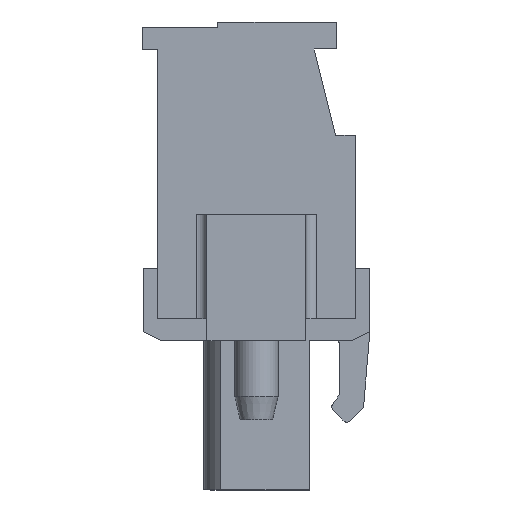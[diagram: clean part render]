
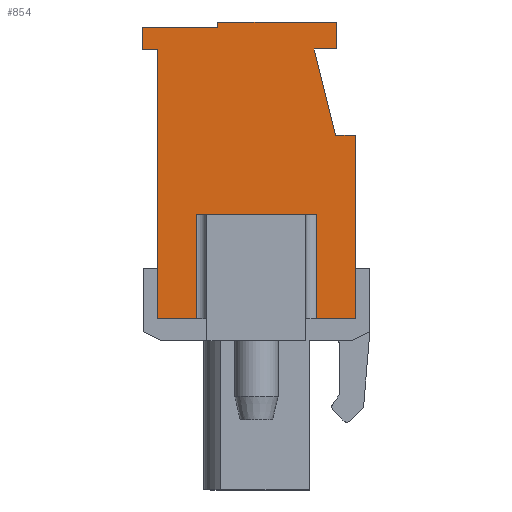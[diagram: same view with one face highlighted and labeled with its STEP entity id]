
A CAD part, left-side view. The second image highlights one B-rep face of the part: STEP entity #854.
In plain terms, the highlighted planar face has unit normal (-1, 0, 0).
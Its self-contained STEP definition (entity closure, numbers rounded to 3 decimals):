
#854 = ADVANCED_FACE( '', ( #2007 ), #2008, .T. );
#2007 = FACE_OUTER_BOUND( '', #3567, .T. );
#2008 = PLANE( '', #3568 );
#3567 = EDGE_LOOP( '', ( #5639, #5640, #5641, #5642, #5643, #5644, #5645, #5646, #5647, #5648, #5649, #5650, #5651, #5652, #5653, #5654 ) );
#3568 = AXIS2_PLACEMENT_3D( '', #5655, #5656, #5657 );
#5639 = ORIENTED_EDGE( '', *, *, #10039, .T. );
#5640 = ORIENTED_EDGE( '', *, *, #10040, .T. );
#5641 = ORIENTED_EDGE( '', *, *, #9904, .T. );
#5642 = ORIENTED_EDGE( '', *, *, #10041, .T. );
#5643 = ORIENTED_EDGE( '', *, *, #10042, .T. );
#5644 = ORIENTED_EDGE( '', *, *, #10043, .T. );
#5645 = ORIENTED_EDGE( '', *, *, #10044, .T. );
#5646 = ORIENTED_EDGE( '', *, *, #9912, .T. );
#5647 = ORIENTED_EDGE( '', *, *, #10045, .T. );
#5648 = ORIENTED_EDGE( '', *, *, #10046, .T. );
#5649 = ORIENTED_EDGE( '', *, *, #9845, .T. );
#5650 = ORIENTED_EDGE( '', *, *, #10047, .T. );
#5651 = ORIENTED_EDGE( '', *, *, #10048, .T. );
#5652 = ORIENTED_EDGE( '', *, *, #10049, .T. );
#5653 = ORIENTED_EDGE( '', *, *, #10050, .T. );
#5654 = ORIENTED_EDGE( '', *, *, #10051, .T. );
#5655 = CARTESIAN_POINT( '', ( -7.5, 0., 0. ) );
#5656 = DIRECTION( '', ( -1., 0., 0. ) );
#5657 = DIRECTION( '', ( 0., 0., 1. ) );
#9845 = EDGE_CURVE( '', #11926, #11927, #11928, .T. );
#9904 = EDGE_CURVE( '', #12030, #12031, #12032, .T. );
#9912 = EDGE_CURVE( '', #12045, #12046, #12047, .T. );
#10039 = EDGE_CURVE( '', #12265, #12266, #12267, .T. );
#10040 = EDGE_CURVE( '', #12266, #12030, #12268, .T. );
#10041 = EDGE_CURVE( '', #12031, #12269, #12270, .T. );
#10042 = EDGE_CURVE( '', #12269, #12271, #12272, .T. );
#10043 = EDGE_CURVE( '', #12271, #12273, #12274, .T. );
#10044 = EDGE_CURVE( '', #12273, #12045, #12275, .T. );
#10045 = EDGE_CURVE( '', #12046, #12276, #12277, .T. );
#10046 = EDGE_CURVE( '', #12276, #11926, #12278, .T. );
#10047 = EDGE_CURVE( '', #11927, #12279, #12280, .T. );
#10048 = EDGE_CURVE( '', #12279, #12281, #12282, .T. );
#10049 = EDGE_CURVE( '', #12281, #12283, #12284, .T. );
#10050 = EDGE_CURVE( '', #12283, #12285, #12286, .T. );
#10051 = EDGE_CURVE( '', #12285, #12265, #12287, .T. );
#11926 = VERTEX_POINT( '', #14916 );
#11927 = VERTEX_POINT( '', #14917 );
#11928 = LINE( '', #14918, #14919 );
#12030 = VERTEX_POINT( '', #15070 );
#12031 = VERTEX_POINT( '', #15071 );
#12032 = LINE( '', #15072, #15073 );
#12045 = VERTEX_POINT( '', #15089 );
#12046 = VERTEX_POINT( '', #15090 );
#12047 = LINE( '', #15091, #15092 );
#12265 = VERTEX_POINT( '', #15409 );
#12266 = VERTEX_POINT( '', #15410 );
#12267 = LINE( '', #15411, #15412 );
#12268 = LINE( '', #15413, #15414 );
#12269 = VERTEX_POINT( '', #15415 );
#12270 = LINE( '', #15416, #15417 );
#12271 = VERTEX_POINT( '', #15418 );
#12272 = LINE( '', #15419, #15420 );
#12273 = VERTEX_POINT( '', #15421 );
#12274 = LINE( '', #15422, #15423 );
#12275 = LINE( '', #15424, #15425 );
#12276 = VERTEX_POINT( '', #15426 );
#12277 = LINE( '', #15427, #15428 );
#12278 = LINE( '', #15429, #15430 );
#12279 = VERTEX_POINT( '', #15431 );
#12280 = LINE( '', #15432, #15433 );
#12281 = VERTEX_POINT( '', #15434 );
#12282 = LINE( '', #15435, #15436 );
#12283 = VERTEX_POINT( '', #15437 );
#12284 = LINE( '', #15438, #15439 );
#12285 = VERTEX_POINT( '', #15440 );
#12286 = LINE( '', #15441, #15442 );
#12287 = LINE( '', #15443, #15444 );
#14916 = CARTESIAN_POINT( '', ( -7.5, -4.45, 9.025 ) );
#14917 = CARTESIAN_POINT( '', ( -7.5, 2.15, 9.025 ) );
#14918 = CARTESIAN_POINT( '', ( -7.5, -4.45, 9.025 ) );
#14919 = VECTOR( '', #18390, 1000. );
#15070 = CARTESIAN_POINT( '', ( -7.5, 3.35, -1.675 ) );
#15071 = CARTESIAN_POINT( '', ( -7.5, -3.35, -1.675 ) );
#15072 = CARTESIAN_POINT( '', ( -7.5, 2.75, -1.675 ) );
#15073 = VECTOR( '', #18441, 1000. );
#15089 = CARTESIAN_POINT( '', ( -7.5, -4.4, 2.725 ) );
#15090 = CARTESIAN_POINT( '', ( -7.5, -3.2, 7.525 ) );
#15091 = CARTESIAN_POINT( '', ( -7.5, -4.4, 2.725 ) );
#15092 = VECTOR( '', #18454, 1000. );
#15409 = CARTESIAN_POINT( '', ( -7.5, 5.5, -7.475 ) );
#15410 = CARTESIAN_POINT( '', ( -7.5, 3.35, -7.475 ) );
#15411 = CARTESIAN_POINT( '', ( -7.5, 5.5, -7.475 ) );
#15412 = VECTOR( '', #18589, 1000. );
#15413 = CARTESIAN_POINT( '', ( -7.5, 3.35, -1.675 ) );
#15414 = VECTOR( '', #18590, 1000. );
#15415 = CARTESIAN_POINT( '', ( -7.5, -3.35, -7.475 ) );
#15416 = CARTESIAN_POINT( '', ( -7.5, -3.35, -7.475 ) );
#15417 = VECTOR( '', #18591, 1000. );
#15418 = CARTESIAN_POINT( '', ( -7.5, -5.5, -7.475 ) );
#15419 = CARTESIAN_POINT( '', ( -7.5, 5.5, -7.475 ) );
#15420 = VECTOR( '', #18592, 1000. );
#15421 = CARTESIAN_POINT( '', ( -7.5, -5.5, 2.725 ) );
#15422 = CARTESIAN_POINT( '', ( -7.5, -5.5, -7.475 ) );
#15423 = VECTOR( '', #18593, 1000. );
#15424 = CARTESIAN_POINT( '', ( -7.5, -5.5, 2.725 ) );
#15425 = VECTOR( '', #18594, 1000. );
#15426 = CARTESIAN_POINT( '', ( -7.5, -4.45, 7.525 ) );
#15427 = CARTESIAN_POINT( '', ( -7.5, -3.2, 7.525 ) );
#15428 = VECTOR( '', #18595, 1000. );
#15429 = CARTESIAN_POINT( '', ( -7.5, -4.45, 7.525 ) );
#15430 = VECTOR( '', #18596, 1000. );
#15431 = CARTESIAN_POINT( '', ( -7.5, 2.15, 8.725 ) );
#15432 = CARTESIAN_POINT( '', ( -7.5, 2.15, 9.025 ) );
#15433 = VECTOR( '', #18597, 1000. );
#15434 = CARTESIAN_POINT( '', ( -7.5, 6.35, 8.725 ) );
#15435 = CARTESIAN_POINT( '', ( -7.5, 2.15, 8.725 ) );
#15436 = VECTOR( '', #18598, 1000. );
#15437 = CARTESIAN_POINT( '', ( -7.5, 6.35, 7.475 ) );
#15438 = CARTESIAN_POINT( '', ( -7.5, 6.35, 8.725 ) );
#15439 = VECTOR( '', #18599, 1000. );
#15440 = CARTESIAN_POINT( '', ( -7.5, 5.5, 7.475 ) );
#15441 = CARTESIAN_POINT( '', ( -7.5, 6.35, 7.475 ) );
#15442 = VECTOR( '', #18600, 1000. );
#15443 = CARTESIAN_POINT( '', ( -7.5, 5.5, 7.475 ) );
#15444 = VECTOR( '', #18601, 1000. );
#18390 = DIRECTION( '', ( 0., 1., 0. ) );
#18441 = DIRECTION( '', ( 0., -1., 0. ) );
#18454 = DIRECTION( '', ( 0., 0.243, 0.97 ) );
#18589 = DIRECTION( '', ( 0., -1., 0. ) );
#18590 = DIRECTION( '', ( 0., 0., 1. ) );
#18591 = DIRECTION( '', ( 0., 0., -1. ) );
#18592 = DIRECTION( '', ( 0., -1., 0. ) );
#18593 = DIRECTION( '', ( 0., 0., 1. ) );
#18594 = DIRECTION( '', ( 0., 1., 0. ) );
#18595 = DIRECTION( '', ( 0., -1., 0. ) );
#18596 = DIRECTION( '', ( 0., 0., 1. ) );
#18597 = DIRECTION( '', ( 0., 0., -1. ) );
#18598 = DIRECTION( '', ( 0., 1., 0. ) );
#18599 = DIRECTION( '', ( 0., 0., -1. ) );
#18600 = DIRECTION( '', ( 0., -1., 0. ) );
#18601 = DIRECTION( '', ( 0., 0., -1. ) );
